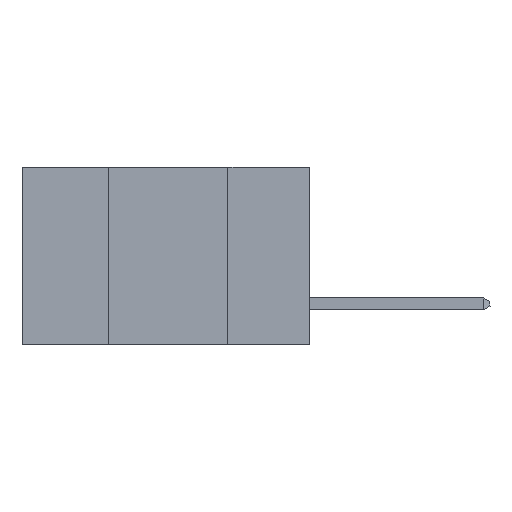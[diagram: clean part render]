
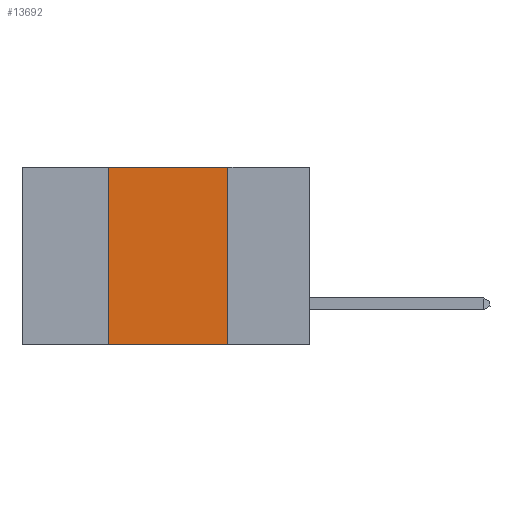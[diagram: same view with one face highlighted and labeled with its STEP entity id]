
A CAD part, left-side view. The second image highlights one B-rep face of the part: STEP entity #13692.
In plain terms, the highlighted planar face has unit normal (-1, 0, 0).
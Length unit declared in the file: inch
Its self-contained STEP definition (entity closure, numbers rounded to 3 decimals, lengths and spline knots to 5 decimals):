
#1432 = DIRECTION ( 'NONE',  ( 1., 0., 0. ) ) ;
#1870 = LINE ( 'NONE', #19151, #5592 ) ;
#2051 = CARTESIAN_POINT ( 'NONE',  ( 0., 0.42, 0. ) ) ;
#3045 = CARTESIAN_POINT ( 'NONE',  ( 0., 0.17, 0. ) ) ;
#3994 = EDGE_CURVE ( 'NONE', #12416, #12675, #6809, .T. ) ;
#4303 = CARTESIAN_POINT ( 'NONE',  ( 0., 0.6, 0. ) ) ;
#4989 = FACE_OUTER_BOUND ( 'NONE', #8169, .T. ) ;
#5116 = CARTESIAN_POINT ( 'NONE',  ( 0., 0.17, -0.37 ) ) ;
#5592 = VECTOR ( 'NONE', #6947, 39.37008 ) ;
#5861 = DIRECTION ( 'NONE',  ( 0., -1., 0. ) ) ;
#5934 = VERTEX_POINT ( 'NONE', #8264 ) ;
#6393 = DIRECTION ( 'NONE',  ( 0., 0., 1. ) ) ;
#6694 = DIRECTION ( 'NONE',  ( 0., 0., -1. ) ) ;
#6809 = LINE ( 'NONE', #14377, #14038 ) ;
#6947 = DIRECTION ( 'NONE',  ( 0., -1., 0. ) ) ;
#7384 = AXIS2_PLACEMENT_3D ( 'NONE', #10778, #1432, #12308 ) ;
#7497 = ORIENTED_EDGE ( 'NONE', *, *, #3994, .F. ) ;
#7967 = ORIENTED_EDGE ( 'NONE', *, *, #17380, .F. ) ;
#8169 = EDGE_LOOP ( 'NONE', ( #7497, #19636, #7967, #8447 ) ) ;
#8264 = CARTESIAN_POINT ( 'NONE',  ( 0., 0.42, -0.37 ) ) ;
#8447 = ORIENTED_EDGE ( 'NONE', *, *, #11360, .T. ) ;
#10429 = LINE ( 'NONE', #4303, #18058 ) ;
#10673 = LINE ( 'NONE', #15587, #15210 ) ;
#10778 = CARTESIAN_POINT ( 'NONE',  ( 0., 0.6, 0. ) ) ;
#11360 = EDGE_CURVE ( 'NONE', #5934, #12675, #1870, .T. ) ;
#11546 = EDGE_CURVE ( 'NONE', #15151, #12416, #10429, .T. ) ;
#12308 = DIRECTION ( 'NONE',  ( 0., 0., -1. ) ) ;
#12416 = VERTEX_POINT ( 'NONE', #3045 ) ;
#12675 = VERTEX_POINT ( 'NONE', #5116 ) ;
#13692 = ADVANCED_FACE ( 'NONE', ( #4989 ), #18281, .F. ) ;
#14038 = VECTOR ( 'NONE', #6694, 39.37008 ) ;
#14377 = CARTESIAN_POINT ( 'NONE',  ( 0., 0.17, 0. ) ) ;
#15151 = VERTEX_POINT ( 'NONE', #2051 ) ;
#15210 = VECTOR ( 'NONE', #6393, 39.37008 ) ;
#15587 = CARTESIAN_POINT ( 'NONE',  ( 0., 0.42, 0. ) ) ;
#17380 = EDGE_CURVE ( 'NONE', #5934, #15151, #10673, .T. ) ;
#18058 = VECTOR ( 'NONE', #5861, 39.37008 ) ;
#18281 = PLANE ( 'NONE',  #7384 ) ;
#19151 = CARTESIAN_POINT ( 'NONE',  ( 0., 0.6, -0.37 ) ) ;
#19636 = ORIENTED_EDGE ( 'NONE', *, *, #11546, .F. ) ;
